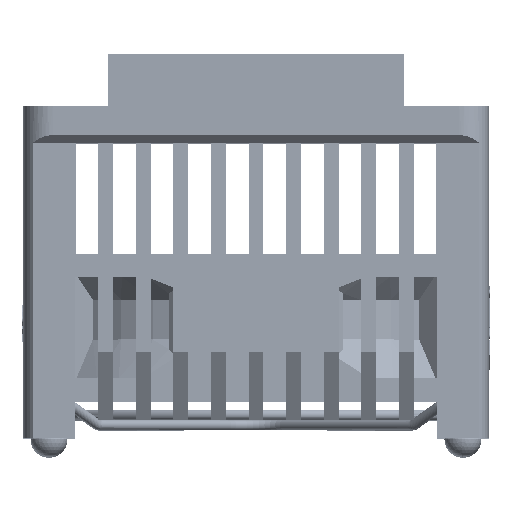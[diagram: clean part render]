
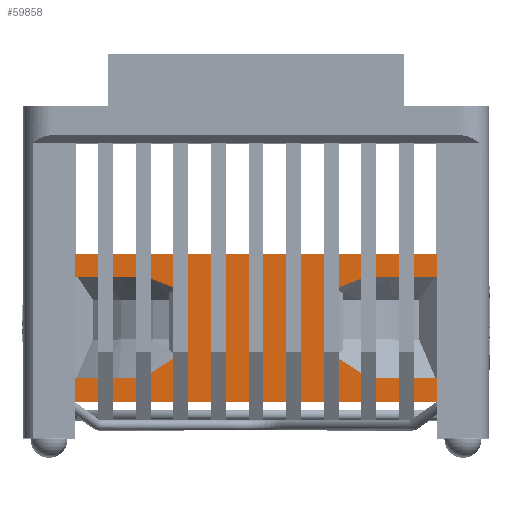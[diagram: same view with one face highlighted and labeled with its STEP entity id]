
A CAD part, top view. The second image highlights one B-rep face of the part: STEP entity #59858.
In plain terms, the highlighted planar face has unit normal (0, 0, 1).
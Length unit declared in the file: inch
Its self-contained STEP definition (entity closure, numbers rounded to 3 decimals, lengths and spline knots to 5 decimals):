
#547 = CARTESIAN_POINT ( 'NONE',  ( -1.45669, -1.15748, 1.5748 ) ) ;
#1283 = AXIS2_PLACEMENT_3D ( 'NONE', #102400, #72473, #21094 ) ;
#1615 = LINE ( 'NONE', #123567, #117530 ) ;
#2282 = B_SPLINE_CURVE_WITH_KNOTS ( 'NONE', 3,
 ( #12511, #127072, #3171, #85838 ),
 .UNSPECIFIED., .F., .F.,
 ( 4, 4 ),
 ( 0., 1. ),
 .UNSPECIFIED. ) ;
#3171 = CARTESIAN_POINT ( 'NONE',  ( 0.60573, -1.2142, 1.5748 ) ) ;
#3649 = VERTEX_POINT ( 'NONE', #13393 ) ;
#8200 = ORIENTED_EDGE ( 'NONE', *, *, #89551, .F. ) ;
#8640 = DIRECTION ( 'NONE',  ( -1., 0., 0. ) ) ;
#9197 = VERTEX_POINT ( 'NONE', #55837 ) ;
#9284 = CARTESIAN_POINT ( 'NONE',  ( -0.76772, -1.84252, 1.5748 ) ) ;
#9474 = VERTEX_POINT ( 'NONE', #88802 ) ;
#9937 = CARTESIAN_POINT ( 'NONE',  ( -0.53937, -1.69687, 1.5748 ) ) ;
#9966 = EDGE_CURVE ( 'NONE', #66222, #39701, #113181, .T. ) ;
#12415 = DIRECTION ( 'NONE',  ( 0., -1., 0. ) ) ;
#12511 = CARTESIAN_POINT ( 'NONE',  ( 0.74037, -1.15748, 1.5748 ) ) ;
#13042 = CARTESIAN_POINT ( 'NONE',  ( -1.45669, -1.84252, 1.5748 ) ) ;
#13385 = VERTEX_POINT ( 'NONE', #35359 ) ;
#13393 = CARTESIAN_POINT ( 'NONE',  ( 0.76772, -1.84252, 1.5748 ) ) ;
#14793 = LINE ( 'NONE', #15440, #31503 ) ;
#15440 = CARTESIAN_POINT ( 'NONE',  ( -0.53937, -1.69687, 1.5748 ) ) ;
#15706 = VERTEX_POINT ( 'NONE', #32260 ) ;
#17183 = DIRECTION ( 'NONE',  ( -1., 0., 0. ) ) ;
#17406 = DIRECTION ( 'NONE',  ( 1., 0., 0. ) ) ;
#18283 = LINE ( 'NONE', #98330, #48029 ) ;
#19623 = EDGE_CURVE ( 'NONE', #112468, #70335, #66557, .T. ) ;
#21094 = DIRECTION ( 'NONE',  ( 0., -1., 0. ) ) ;
#21146 = VECTOR ( 'NONE', #17183, 39.37008 ) ;
#21209 = EDGE_CURVE ( 'NONE', #69475, #70335, #51255, .T. ) ;
#21884 = DIRECTION ( 'NONE',  ( -1., 0., 0. ) ) ;
#23733 = VECTOR ( 'NONE', #8640, 39.37008 ) ;
#23792 = CARTESIAN_POINT ( 'NONE',  ( -0.53937, -1.23677, 1.5748 ) ) ;
#24137 = ORIENTED_EDGE ( 'NONE', *, *, #93461, .F. ) ;
#24705 = ORIENTED_EDGE ( 'NONE', *, *, #89569, .F. ) ;
#25212 = CARTESIAN_POINT ( 'NONE',  ( 1.45669, -1.15748, 1.5748 ) ) ;
#27713 = EDGE_CURVE ( 'NONE', #115114, #46454, #94174, .T. ) ;
#28316 = DIRECTION ( 'NONE',  ( 0., 1., 0. ) ) ;
#28440 = ORIENTED_EDGE ( 'NONE', *, *, #104669, .F. ) ;
#29300 = CARTESIAN_POINT ( 'NONE',  ( -0.74037, -1.15748, 1.5748 ) ) ;
#29857 = VECTOR ( 'NONE', #79009, 39.37008 ) ;
#31503 = VECTOR ( 'NONE', #67461, 39.37008 ) ;
#32260 = CARTESIAN_POINT ( 'NONE',  ( 0.53937, -1.23677, 1.5748 ) ) ;
#35359 = CARTESIAN_POINT ( 'NONE',  ( 0.74037, -1.15748, 1.5748 ) ) ;
#36243 = CARTESIAN_POINT ( 'NONE',  ( -1.45669, -1.15748, 1.5748 ) ) ;
#37025 = CARTESIAN_POINT ( 'NONE',  ( 1.45669, -1.84252, 1.5748 ) ) ;
#37205 = ORIENTED_EDGE ( 'NONE', *, *, #21209, .F. ) ;
#38977 = EDGE_CURVE ( 'NONE', #15706, #128961, #57021, .T. ) ;
#39301 = CARTESIAN_POINT ( 'NONE',  ( -0.53937, -1.23677, 1.5748 ) ) ;
#39393 = LINE ( 'NONE', #77458, #81147 ) ;
#39701 = VERTEX_POINT ( 'NONE', #99818 ) ;
#39796 = EDGE_CURVE ( 'NONE', #103225, #66222, #113701, .T. ) ;
#40252 = DIRECTION ( 'NONE',  ( 1., 0., 0. ) ) ;
#41189 = VECTOR ( 'NONE', #65887, 39.37008 ) ;
#42573 = CARTESIAN_POINT ( 'NONE',  ( 1.45669, -2., 1.5748 ) ) ;
#44516 = CARTESIAN_POINT ( 'NONE',  ( 0.76772, -1.84252, 1.5748 ) ) ;
#44614 = CARTESIAN_POINT ( 'NONE',  ( -1.45669, -1., 1.5748 ) ) ;
#46454 = VERTEX_POINT ( 'NONE', #89270 ) ;
#47022 = CARTESIAN_POINT ( 'NONE',  ( 0.53937, -1.23677, 1.5748 ) ) ;
#48029 = VECTOR ( 'NONE', #28316, 39.37008 ) ;
#50598 = DIRECTION ( 'NONE',  ( 0., 1., 0. ) ) ;
#51255 = LINE ( 'NONE', #547, #59332 ) ;
#53204 = CARTESIAN_POINT ( 'NONE',  ( 0.53937, -1.69687, 1.5748 ) ) ;
#55817 = ORIENTED_EDGE ( 'NONE', *, *, #27713, .F. ) ;
#55837 = CARTESIAN_POINT ( 'NONE',  ( -0.76772, -1.84252, 1.5748 ) ) ;
#55941 = EDGE_CURVE ( 'NONE', #9474, #13385, #126478, .T. ) ;
#57021 = LINE ( 'NONE', #47022, #29857 ) ;
#59332 = VECTOR ( 'NONE', #50598, 39.37008 ) ;
#59858 = ADVANCED_FACE ( 'NONE', ( #71802 ), #68684, .T. ) ;
#59968 = CARTESIAN_POINT ( 'NONE',  ( -0.69048, -1.78609, 1.5748 ) ) ;
#60377 = ORIENTED_EDGE ( 'NONE', *, *, #38977, .F. ) ;
#64428 = CARTESIAN_POINT ( 'NONE',  ( 1.45669, -2., 1.5748 ) ) ;
#65887 = DIRECTION ( 'NONE',  ( -1., 0., 0. ) ) ;
#66222 = VERTEX_POINT ( 'NONE', #64428 ) ;
#66557 = LINE ( 'NONE', #108489, #21146 ) ;
#67461 = DIRECTION ( 'NONE',  ( 0., 1., 0. ) ) ;
#67553 = B_SPLINE_CURVE_WITH_KNOTS ( 'NONE', 3,
 ( #9284, #59968, #100607, #9937 ),
 .UNSPECIFIED., .F., .F.,
 ( 4, 4 ),
 ( 0., 1. ),
 .UNSPECIFIED. ) ;
#68684 = PLANE ( 'NONE',  #1283 ) ;
#69382 = VERTEX_POINT ( 'NONE', #74302 ) ;
#69475 = VERTEX_POINT ( 'NONE', #36243 ) ;
#70335 = VERTEX_POINT ( 'NONE', #44614 ) ;
#71802 = FACE_OUTER_BOUND ( 'NONE', #78607, .T. ) ;
#72070 = EDGE_CURVE ( 'NONE', #3649, #103225, #129538, .T. ) ;
#72473 = DIRECTION ( 'NONE',  ( 0., 0., 1. ) ) ;
#73056 = ORIENTED_EDGE ( 'NONE', *, *, #98367, .F. ) ;
#73971 = CARTESIAN_POINT ( 'NONE',  ( 1.45669, -1., 1.5748 ) ) ;
#74302 = CARTESIAN_POINT ( 'NONE',  ( -0.53937, -1.69687, 1.5748 ) ) ;
#77179 = B_SPLINE_CURVE_WITH_KNOTS ( 'NONE', 3,
 ( #53204, #94512, #114463, #44516 ),
 .UNSPECIFIED., .F., .F.,
 ( 4, 4 ),
 ( 0., 1. ),
 .UNSPECIFIED. ) ;
#77458 = CARTESIAN_POINT ( 'NONE',  ( -1.45669, -1.84252, 1.5748 ) ) ;
#78607 = EDGE_LOOP ( 'NONE', ( #60377, #24705, #129162, #24137, #100265, #37205, #102427, #55817, #122691, #28440, #110043, #73056, #124760, #115091, #88908, #8200 ) ) ;
#79009 = DIRECTION ( 'NONE',  ( 0., -1., 0. ) ) ;
#79481 = VECTOR ( 'NONE', #21884, 39.37008 ) ;
#79972 = CARTESIAN_POINT ( 'NONE',  ( -0.60573, -1.2142, 1.5748 ) ) ;
#81147 = VECTOR ( 'NONE', #17406, 39.37008 ) ;
#83648 = CARTESIAN_POINT ( 'NONE',  ( 0.53937, -1.69687, 1.5748 ) ) ;
#85838 = CARTESIAN_POINT ( 'NONE',  ( 0.53937, -1.23677, 1.5748 ) ) ;
#88330 = EDGE_CURVE ( 'NONE', #128407, #9197, #39393, .T. ) ;
#88802 = CARTESIAN_POINT ( 'NONE',  ( 1.45669, -1.15748, 1.5748 ) ) ;
#88908 = ORIENTED_EDGE ( 'NONE', *, *, #72070, .F. ) ;
#89270 = CARTESIAN_POINT ( 'NONE',  ( -0.74037, -1.15748, 1.5748 ) ) ;
#89551 = EDGE_CURVE ( 'NONE', #128961, #3649, #77179, .T. ) ;
#89569 = EDGE_CURVE ( 'NONE', #13385, #15706, #2282, .T. ) ;
#89984 = CARTESIAN_POINT ( 'NONE',  ( -0.74037, -1.15748, 1.5748 ) ) ;
#92277 = EDGE_CURVE ( 'NONE', #46454, #69475, #127957, .T. ) ;
#92427 = CARTESIAN_POINT ( 'NONE',  ( 1.45669, -1.84252, 1.5748 ) ) ;
#93461 = EDGE_CURVE ( 'NONE', #112468, #9474, #1615, .T. ) ;
#94174 = B_SPLINE_CURVE_WITH_KNOTS ( 'NONE', 3,
 ( #39301, #79972, #120550, #29300 ),
 .UNSPECIFIED., .F., .F.,
 ( 4, 4 ),
 ( 0., 1. ),
 .UNSPECIFIED. ) ;
#94512 = CARTESIAN_POINT ( 'NONE',  ( 0.61465, -1.73754, 1.5748 ) ) ;
#98330 = CARTESIAN_POINT ( 'NONE',  ( -1.45669, -2., 1.5748 ) ) ;
#98367 = EDGE_CURVE ( 'NONE', #39701, #128407, #18283, .T. ) ;
#99818 = CARTESIAN_POINT ( 'NONE',  ( -1.45669, -2., 1.5748 ) ) ;
#100265 = ORIENTED_EDGE ( 'NONE', *, *, #19623, .T. ) ;
#100607 = CARTESIAN_POINT ( 'NONE',  ( -0.61465, -1.73754, 1.5748 ) ) ;
#102400 = CARTESIAN_POINT ( 'NONE',  ( 5.20242, -2., 1.5748 ) ) ;
#102427 = ORIENTED_EDGE ( 'NONE', *, *, #92277, .F. ) ;
#103225 = VERTEX_POINT ( 'NONE', #37025 ) ;
#104669 = EDGE_CURVE ( 'NONE', #9197, #69382, #67553, .T. ) ;
#108489 = CARTESIAN_POINT ( 'NONE',  ( 1.45669, -1., 1.5748 ) ) ;
#110043 = ORIENTED_EDGE ( 'NONE', *, *, #88330, .F. ) ;
#110785 = VECTOR ( 'NONE', #12415, 39.37008 ) ;
#112468 = VERTEX_POINT ( 'NONE', #73971 ) ;
#113181 = LINE ( 'NONE', #42573, #79481 ) ;
#113569 = DIRECTION ( 'NONE',  ( 0., -1., 0. ) ) ;
#113701 = LINE ( 'NONE', #92427, #110785 ) ;
#114463 = CARTESIAN_POINT ( 'NONE',  ( 0.69048, -1.78609, 1.5748 ) ) ;
#115091 = ORIENTED_EDGE ( 'NONE', *, *, #39796, .F. ) ;
#115114 = VERTEX_POINT ( 'NONE', #23792 ) ;
#117028 = VECTOR ( 'NONE', #40252, 39.37008 ) ;
#117530 = VECTOR ( 'NONE', #113569, 39.37008 ) ;
#120550 = CARTESIAN_POINT ( 'NONE',  ( -0.67253, -1.18777, 1.5748 ) ) ;
#122691 = ORIENTED_EDGE ( 'NONE', *, *, #128746, .F. ) ;
#123567 = CARTESIAN_POINT ( 'NONE',  ( 1.45669, -1., 1.5748 ) ) ;
#124760 = ORIENTED_EDGE ( 'NONE', *, *, #9966, .F. ) ;
#126478 = LINE ( 'NONE', #25212, #41189 ) ;
#127072 = CARTESIAN_POINT ( 'NONE',  ( 0.67253, -1.18777, 1.5748 ) ) ;
#127957 = LINE ( 'NONE', #89984, #23733 ) ;
#128407 = VERTEX_POINT ( 'NONE', #13042 ) ;
#128746 = EDGE_CURVE ( 'NONE', #69382, #115114, #14793, .T. ) ;
#128961 = VERTEX_POINT ( 'NONE', #83648 ) ;
#129162 = ORIENTED_EDGE ( 'NONE', *, *, #55941, .F. ) ;
#129538 = LINE ( 'NONE', #131492, #117028 ) ;
#131492 = CARTESIAN_POINT ( 'NONE',  ( 0.76772, -1.84252, 1.5748 ) ) ;
